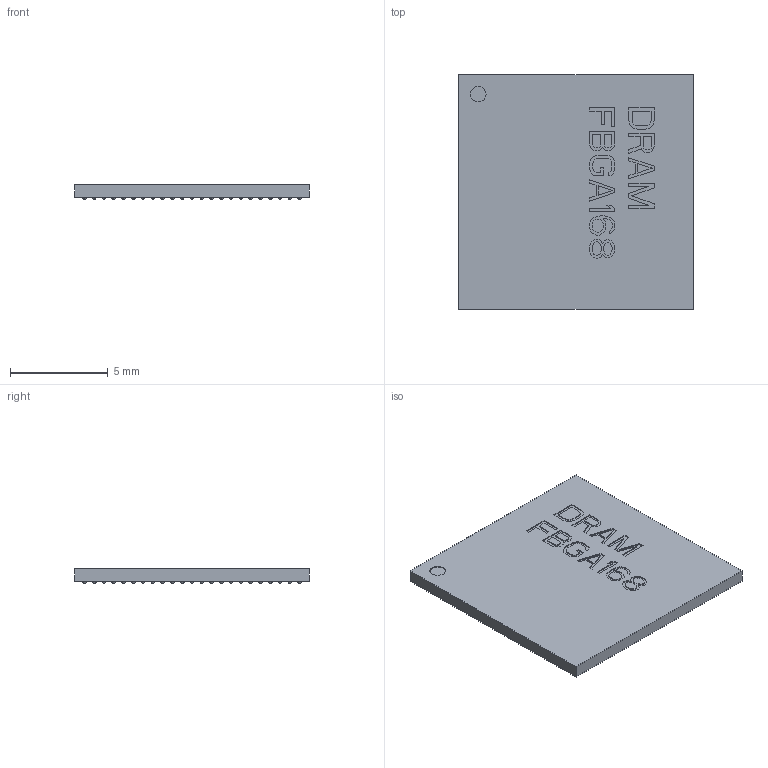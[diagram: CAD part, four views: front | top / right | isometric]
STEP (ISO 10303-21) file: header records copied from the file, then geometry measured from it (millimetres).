
FILE_DESCRIPTION(('FreeCAD Model'),'2;1');
FILE_NAME('DRAM_FBGA168_12X12X0_65.step', '2018-04-04T15:08:23',('kicad StepUp'),('ksu MCAD'), 'Open CASCADE STEP processor 6.8','FreeCAD','Unknown');
FILE_SCHEMA(('AUTOMOTIVE_DESIGN_CC2 { 1 2 10303 214 -1 1 5 4 }'));
Length unit declared in the file: millimetre
Products named in the file (2): ASSEMBLY; DRAM_FBGA168_12X12X0_65
Assembly tree (1 placements, depth 2):
  ASSEMBLY
    DRAM_FBGA168_12X12X0_65
Bounding box: 12 x 12 x 0.75 mm (x, y, z)
Volume: 93.6 mm3; surface area: 328.6 mm2
Topology: 1 solids, 1 shells, 678 faces, 1965 edges, 1142 vertices
Faces by surface type: plane 340, sphere 336, cylinder 2
Entity records: 26295 total; most frequent: CARTESIAN_POINT 5803, ORIENTED_EDGE 3258, DIRECTION 2993, EDGE_CURVE 1629, VERTEX_POINT 1142, AXIS2_PLACEMENT_3D 1020, LINE 953, VECTOR 953
